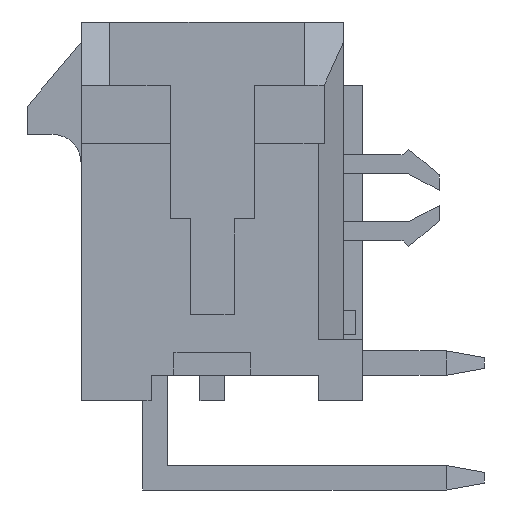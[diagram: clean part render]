
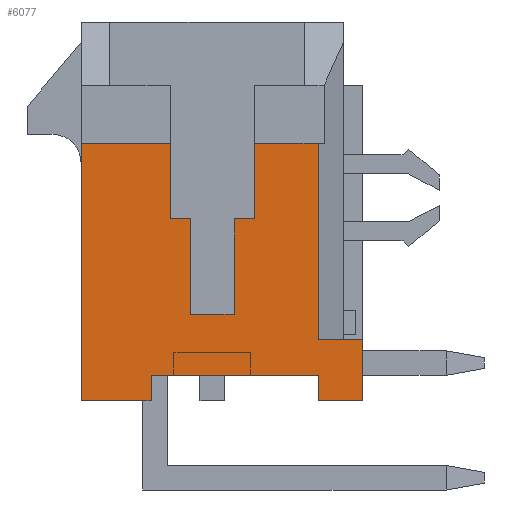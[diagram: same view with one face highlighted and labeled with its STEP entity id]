
A CAD part, left-side view. The second image highlights one B-rep face of the part: STEP entity #6077.
In plain terms, the highlighted planar face has unit normal (-1, 0, 0).
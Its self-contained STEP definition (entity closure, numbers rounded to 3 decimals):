
#1001=DIRECTION('',(0.,0.,-1.));
#1002=VECTOR('',#1001,1.98);
#1003=CARTESIAN_POINT('',(-6.625,-1.1,1.785));
#1004=LINE('',#1003,#1002);
#1005=DIRECTION('',(0.,1.,0.));
#1006=VECTOR('',#1005,1.672);
#1007=CARTESIAN_POINT('',(-6.625,-2.772,1.785));
#1008=LINE('',#1007,#1006);
#1009=DIRECTION('',(0.,0.,-1.));
#1010=VECTOR('',#1009,5.14);
#1011=CARTESIAN_POINT('',(-6.625,-2.772,1.785));
#1012=LINE('',#1011,#1010);
#1013=DIRECTION('',(0.,1.,0.));
#1014=VECTOR('',#1013,1.168);
#1015=CARTESIAN_POINT('',(-6.625,-3.94,-3.355));
#1016=LINE('',#1015,#1014);
#1017=DIRECTION('',(0.,0.,1.));
#1018=VECTOR('',#1017,1.6);
#1019=CARTESIAN_POINT('',(-6.625,-3.94,-4.955));
#1020=LINE('',#1019,#1018);
#1021=DIRECTION('',(0.,-1.,0.));
#1022=VECTOR('',#1021,1.16);
#1023=CARTESIAN_POINT('',(-6.625,-2.78,-4.955));
#1024=LINE('',#1023,#1022);
#1025=DIRECTION('',(0.,0.,-1.));
#1026=VECTOR('',#1025,0.67);
#1027=CARTESIAN_POINT('',(-6.625,-2.78,-4.285));
#1028=LINE('',#1027,#1026);
#1029=DIRECTION('',(0.,-1.,0.));
#1030=VECTOR('',#1029,4.38);
#1031=CARTESIAN_POINT('',(-6.625,1.6,-4.285));
#1032=LINE('',#1031,#1030);
#1033=DIRECTION('',(0.,0.,1.));
#1034=VECTOR('',#1033,0.67);
#1035=CARTESIAN_POINT('',(-6.625,1.6,-4.955));
#1036=LINE('',#1035,#1034);
#1037=DIRECTION('',(0.,-1.,0.));
#1038=VECTOR('',#1037,1.83);
#1039=CARTESIAN_POINT('',(-6.625,3.43,-4.955));
#1040=LINE('',#1039,#1038);
#1041=DIRECTION('',(0.,0.,-1.));
#1042=VECTOR('',#1041,6.74);
#1043=CARTESIAN_POINT('',(-6.625,3.43,1.785));
#1044=LINE('',#1043,#1042);
#1045=DIRECTION('',(0.,1.,0.));
#1046=VECTOR('',#1045,2.33);
#1047=CARTESIAN_POINT('',(-6.625,1.1,1.785));
#1048=LINE('',#1047,#1046);
#1049=DIRECTION('',(0.,0.,-1.));
#1050=VECTOR('',#1049,1.98);
#1051=CARTESIAN_POINT('',(-6.625,1.1,1.785));
#1052=LINE('',#1051,#1050);
#1053=DIRECTION('',(0.,1.,0.));
#1054=VECTOR('',#1053,0.525);
#1055=CARTESIAN_POINT('',(-6.625,0.575,-0.195));
#1056=LINE('',#1055,#1054);
#1057=DIRECTION('',(0.,0.,1.));
#1058=VECTOR('',#1057,2.5);
#1059=CARTESIAN_POINT('',(-6.625,0.575,-2.695));
#1060=LINE('',#1059,#1058);
#1061=DIRECTION('',(0.,1.,0.));
#1062=VECTOR('',#1061,1.15);
#1063=CARTESIAN_POINT('',(-6.625,-0.575,-2.695));
#1064=LINE('',#1063,#1062);
#1065=DIRECTION('',(0.,0.,-1.));
#1066=VECTOR('',#1065,2.5);
#1067=CARTESIAN_POINT('',(-6.625,-0.575,-0.195));
#1068=LINE('',#1067,#1066);
#1069=DIRECTION('',(0.,1.,0.));
#1070=VECTOR('',#1069,0.525);
#1071=CARTESIAN_POINT('',(-6.625,-1.1,-0.195));
#1072=LINE('',#1071,#1070);
#3799=CARTESIAN_POINT('',(-6.625,-1.1,-0.195));
#3800=VERTEX_POINT('',#3799);
#3801=CARTESIAN_POINT('',(-6.625,-0.575,-0.195));
#3802=VERTEX_POINT('',#3801);
#3803=CARTESIAN_POINT('',(-6.625,0.575,-0.195));
#3804=VERTEX_POINT('',#3803);
#3805=CARTESIAN_POINT('',(-6.625,1.1,-0.195));
#3806=VERTEX_POINT('',#3805);
#4091=CARTESIAN_POINT('',(-6.625,-0.575,-2.695));
#4092=VERTEX_POINT('',#4091);
#4093=CARTESIAN_POINT('',(-6.625,0.575,-2.695));
#4094=VERTEX_POINT('',#4093);
#4387=CARTESIAN_POINT('',(-6.625,3.43,1.785));
#4388=CARTESIAN_POINT('',(-6.625,3.43,-4.955));
#4389=VERTEX_POINT('',#4387);
#4390=VERTEX_POINT('',#4388);
#4391=CARTESIAN_POINT('',(-6.625,1.6,-4.955));
#4392=VERTEX_POINT('',#4391);
#4393=CARTESIAN_POINT('',(-6.625,1.6,-4.285));
#4394=VERTEX_POINT('',#4393);
#4395=CARTESIAN_POINT('',(-6.625,-2.78,-4.285));
#4396=VERTEX_POINT('',#4395);
#4397=CARTESIAN_POINT('',(-6.625,-2.78,-4.955));
#4398=VERTEX_POINT('',#4397);
#4399=CARTESIAN_POINT('',(-6.625,-3.94,-4.955));
#4400=VERTEX_POINT('',#4399);
#4407=CARTESIAN_POINT('',(-6.625,-1.1,1.785));
#4408=VERTEX_POINT('',#4407);
#4409=CARTESIAN_POINT('',(-6.625,1.1,1.785));
#4410=VERTEX_POINT('',#4409);
#4413=CARTESIAN_POINT('',(-6.625,-2.772,-3.355));
#4414=VERTEX_POINT('',#4413);
#4419=CARTESIAN_POINT('',(-6.625,-3.94,-3.355));
#4420=VERTEX_POINT('',#4419);
#4421=CARTESIAN_POINT('',(-6.625,-2.772,1.785));
#4422=VERTEX_POINT('',#4421);
#6041=CARTESIAN_POINT('',(-6.625,0.,0.));
#6042=DIRECTION('',(-1.,0.,0.));
#6043=DIRECTION('',(0.,0.,1.));
#6044=AXIS2_PLACEMENT_3D('',#6041,#6042,#6043);
#6045=PLANE('',#6044);
#6046=ORIENTED_EDGE('',*,*,#4747,.F.);
#6047=ORIENTED_EDGE('',*,*,#4767,.F.);
#6048=ORIENTED_EDGE('',*,*,#4798,.T.);
#6050=ORIENTED_EDGE('',*,*,#6049,.F.);
#6052=ORIENTED_EDGE('',*,*,#6051,.F.);
#6054=ORIENTED_EDGE('',*,*,#6053,.F.);
#6056=ORIENTED_EDGE('',*,*,#6055,.F.);
#6058=ORIENTED_EDGE('',*,*,#6057,.F.);
#6060=ORIENTED_EDGE('',*,*,#6059,.F.);
#6062=ORIENTED_EDGE('',*,*,#6061,.F.);
#6064=ORIENTED_EDGE('',*,*,#6063,.F.);
#6065=ORIENTED_EDGE('',*,*,#4779,.F.);
#6067=ORIENTED_EDGE('',*,*,#6066,.T.);
#6069=ORIENTED_EDGE('',*,*,#6068,.F.);
#6070=ORIENTED_EDGE('',*,*,#6034,.F.);
#6071=ORIENTED_EDGE('',*,*,#5922,.F.);
#6072=ORIENTED_EDGE('',*,*,#5993,.F.);
#6074=ORIENTED_EDGE('',*,*,#6073,.F.);
#6075=EDGE_LOOP('',(#6046,#6047,#6048,#6050,#6052,#6054,#6056,#6058,#6060,#6062,
#6064,#6065,#6067,#6069,#6070,#6071,#6072,#6074));
#6076=FACE_OUTER_BOUND('',#6075,.F.);
#6077=ADVANCED_FACE('',(#6076),#6045,.T.);
#4747=EDGE_CURVE('',#4408,#3800,#1004,.T.);
#4767=EDGE_CURVE('',#4422,#4408,#1008,.T.);
#4779=EDGE_CURVE('',#4410,#4389,#1048,.T.);
#4798=EDGE_CURVE('',#4422,#4414,#1012,.T.);
#5922=EDGE_CURVE('',#4092,#4094,#1064,.T.);
#5993=EDGE_CURVE('',#3802,#4092,#1068,.T.);
#6034=EDGE_CURVE('',#4094,#3804,#1060,.T.);
#6049=EDGE_CURVE('',#4420,#4414,#1016,.T.);
#6051=EDGE_CURVE('',#4400,#4420,#1020,.T.);
#6053=EDGE_CURVE('',#4398,#4400,#1024,.T.);
#6055=EDGE_CURVE('',#4396,#4398,#1028,.T.);
#6057=EDGE_CURVE('',#4394,#4396,#1032,.T.);
#6059=EDGE_CURVE('',#4392,#4394,#1036,.T.);
#6061=EDGE_CURVE('',#4390,#4392,#1040,.T.);
#6063=EDGE_CURVE('',#4389,#4390,#1044,.T.);
#6066=EDGE_CURVE('',#4410,#3806,#1052,.T.);
#6068=EDGE_CURVE('',#3804,#3806,#1056,.T.);
#6073=EDGE_CURVE('',#3800,#3802,#1072,.T.);
